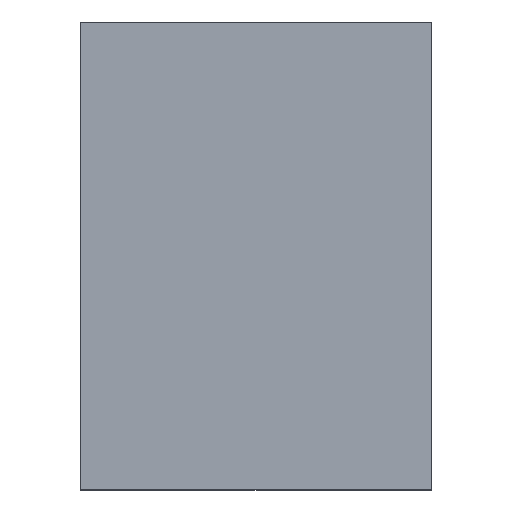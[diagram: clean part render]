
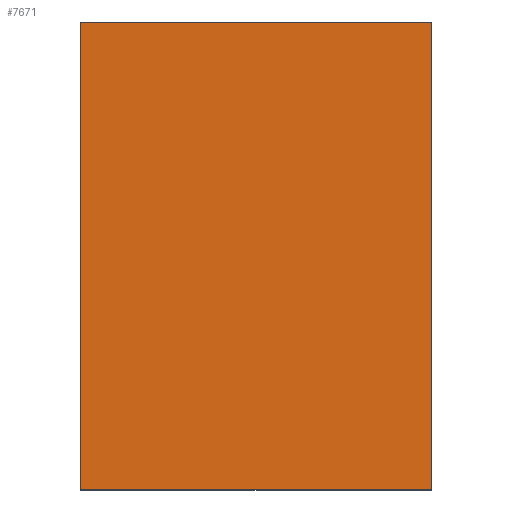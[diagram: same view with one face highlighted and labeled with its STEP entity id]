
A CAD part, left-side view. The second image highlights one B-rep face of the part: STEP entity #7671.
In plain terms, the highlighted planar face has unit normal (-1, 0, 0).
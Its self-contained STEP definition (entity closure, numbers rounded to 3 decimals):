
#586 = CARTESIAN_POINT ( 'NONE',  ( -1.6, -2.276, 0.8 ) ) ;
#666 = CARTESIAN_POINT ( 'NONE',  ( -1.6, -0.6, 0.8 ) ) ;
#1237 = VECTOR ( 'NONE', #12920, 1000. ) ;
#1722 = LINE ( 'NONE', #10904, #11384 ) ;
#1730 = CARTESIAN_POINT ( 'NONE',  ( -1.6, 0.6, 0.8 ) ) ;
#2991 = CARTESIAN_POINT ( 'NONE',  ( -1.6, 0.6, -0.8 ) ) ;
#3314 = EDGE_CURVE ( 'NONE', #3631, #4428, #10597, .T. ) ;
#3437 = CARTESIAN_POINT ( 'NONE',  ( -1.6, -0.6, -0.8 ) ) ;
#3631 = VERTEX_POINT ( 'NONE', #666 ) ;
#3752 = EDGE_LOOP ( 'NONE', ( #6823, #10721, #5803, #4509 ) ) ;
#4130 = VERTEX_POINT ( 'NONE', #3437 ) ;
#4428 = VERTEX_POINT ( 'NONE', #1730 ) ;
#4509 = ORIENTED_EDGE ( 'NONE', *, *, #9827, .F. ) ;
#4747 = EDGE_CURVE ( 'NONE', #8966, #4428, #10728, .T. ) ;
#4972 = CARTESIAN_POINT ( 'NONE',  ( -1.6, -0.6, -0.8 ) ) ;
#5495 = EDGE_CURVE ( 'NONE', #3631, #4130, #12694, .T. ) ;
#5803 = ORIENTED_EDGE ( 'NONE', *, *, #4747, .F. ) ;
#5879 = DIRECTION ( 'NONE',  ( 0., 0., 1. ) ) ;
#6020 = DIRECTION ( 'NONE',  ( 0., 0., -1. ) ) ;
#6738 = CARTESIAN_POINT ( 'NONE',  ( -1.6, 0.6, -0.8 ) ) ;
#6823 = ORIENTED_EDGE ( 'NONE', *, *, #5495, .F. ) ;
#7671 = ADVANCED_FACE ( 'NONE', ( #12133 ), #13158, .T. ) ;
#8966 = VERTEX_POINT ( 'NONE', #2991 ) ;
#9827 = EDGE_CURVE ( 'NONE', #4130, #8966, #1722, .T. ) ;
#10137 = CARTESIAN_POINT ( 'NONE',  ( -1.6, -2.276, -0.8 ) ) ;
#10597 = LINE ( 'NONE', #586, #13203 ) ;
#10721 = ORIENTED_EDGE ( 'NONE', *, *, #3314, .T. ) ;
#10728 = LINE ( 'NONE', #6738, #1237 ) ;
#10904 = CARTESIAN_POINT ( 'NONE',  ( -1.6, -2.276, -0.8 ) ) ;
#10923 = DIRECTION ( 'NONE',  ( 0., 1., 0. ) ) ;
#11209 = DIRECTION ( 'NONE',  ( 0., 1., 0. ) ) ;
#11384 = VECTOR ( 'NONE', #11209, 1000. ) ;
#12133 = FACE_OUTER_BOUND ( 'NONE', #3752, .T. ) ;
#12190 = AXIS2_PLACEMENT_3D ( 'NONE', #10137, #12240, #5879 ) ;
#12201 = VECTOR ( 'NONE', #6020, 1000. ) ;
#12240 = DIRECTION ( 'NONE',  ( -1., 0., 0. ) ) ;
#12694 = LINE ( 'NONE', #4972, #12201 ) ;
#12920 = DIRECTION ( 'NONE',  ( 0., 0., 1. ) ) ;
#13158 = PLANE ( 'NONE',  #12190 ) ;
#13203 = VECTOR ( 'NONE', #10923, 1000. ) ;
